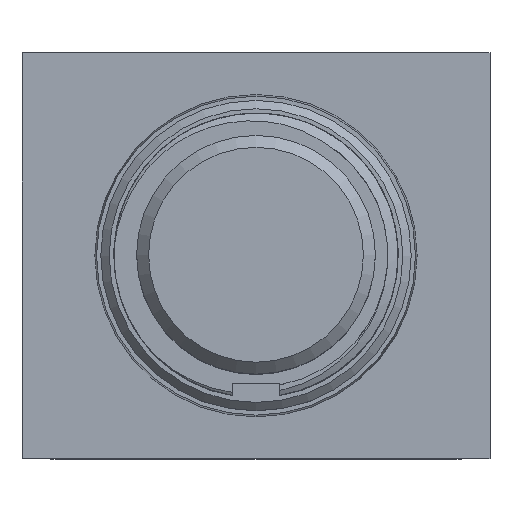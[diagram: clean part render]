
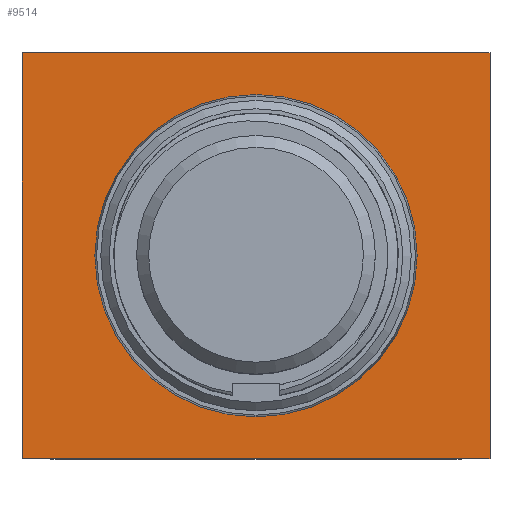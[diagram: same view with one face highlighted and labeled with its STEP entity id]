
A CAD part, top view. The second image highlights one B-rep face of the part: STEP entity #9514.
In plain terms, the highlighted planar face has unit normal (0, 0, 1).
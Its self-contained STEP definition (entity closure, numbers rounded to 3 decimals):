
#147=FACE_BOUND('',#1607,.T.);
#466=CIRCLE('',#10077,6.75);
#1057=FACE_OUTER_BOUND('',#1606,.T.);
#1606=EDGE_LOOP('',(#7857,#7858,#7859,#7860));
#1607=EDGE_LOOP('',(#7861));
#2272=LINE('',#17377,#3235);
#2337=LINE('',#20572,#3300);
#2427=LINE('',#21446,#3390);
#2428=LINE('',#21447,#3391);
#3235=VECTOR('',#11512,10.);
#3300=VECTOR('',#11675,10.);
#3390=VECTOR('',#11865,10.);
#3391=VECTOR('',#11866,10.);
#4197=VERTEX_POINT('',#17374);
#4198=VERTEX_POINT('',#17376);
#4257=VERTEX_POINT('',#20292);
#4289=VERTEX_POINT('',#20571);
#4357=VERTEX_POINT('',#21445);
#5320=EDGE_CURVE('',#4198,#4197,#2272,.T.);
#5434=EDGE_CURVE('',#4257,#4257,#466,.T.);
#5472=EDGE_CURVE('',#4289,#4198,#2337,.T.);
#5586=EDGE_CURVE('',#4197,#4357,#2427,.T.);
#5587=EDGE_CURVE('',#4357,#4289,#2428,.T.);
#7857=ORIENTED_EDGE('',*,*,#5586,.T.);
#7858=ORIENTED_EDGE('',*,*,#5587,.T.);
#7859=ORIENTED_EDGE('',*,*,#5472,.T.);
#7860=ORIENTED_EDGE('',*,*,#5320,.T.);
#7861=ORIENTED_EDGE('',*,*,#5434,.T.);
#9068=PLANE('',#10137);
#9514=ADVANCED_FACE('',(#1057,#147),#9068,.T.);
#10077=AXIS2_PLACEMENT_3D('',#20294,#11624,#11625);
#10137=AXIS2_PLACEMENT_3D('',#21444,#11863,#11864);
#11512=DIRECTION('',(1.,0.,0.));
#11624=DIRECTION('center_axis',(0.,0.,-1.));
#11625=DIRECTION('ref_axis',(-1.,0.,0.));
#11675=DIRECTION('',(0.,-1.,0.));
#11863=DIRECTION('center_axis',(0.,0.,1.));
#11864=DIRECTION('ref_axis',(1.,0.,0.));
#11865=DIRECTION('',(0.,1.,0.));
#11866=DIRECTION('',(-1.,0.,0.));
#17374=CARTESIAN_POINT('',(9.8,-8.5,0.5));
#17376=CARTESIAN_POINT('',(-9.8,-8.5,0.5));
#17377=CARTESIAN_POINT('',(9.8,-8.5,0.5));
#20292=CARTESIAN_POINT('',(6.75,0.,0.5));
#20294=CARTESIAN_POINT('Origin',(0.,0.,0.5));
#20571=CARTESIAN_POINT('',(-9.8,8.5,0.5));
#20572=CARTESIAN_POINT('',(-9.8,-8.5,0.5));
#21444=CARTESIAN_POINT('Origin',(0.,0.,0.5));
#21445=CARTESIAN_POINT('',(9.8,8.5,0.5));
#21446=CARTESIAN_POINT('',(9.8,8.5,0.5));
#21447=CARTESIAN_POINT('',(-9.8,8.5,0.5));
